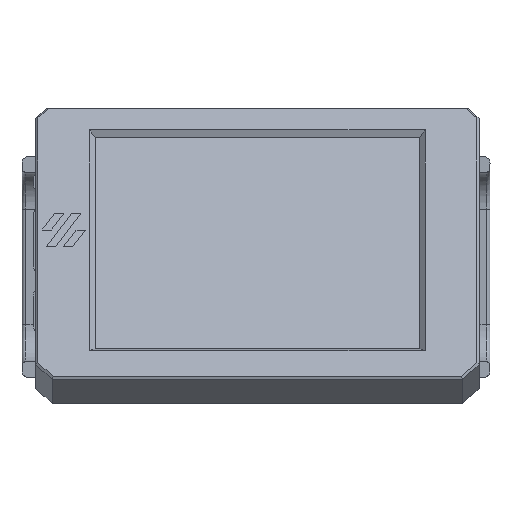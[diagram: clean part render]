
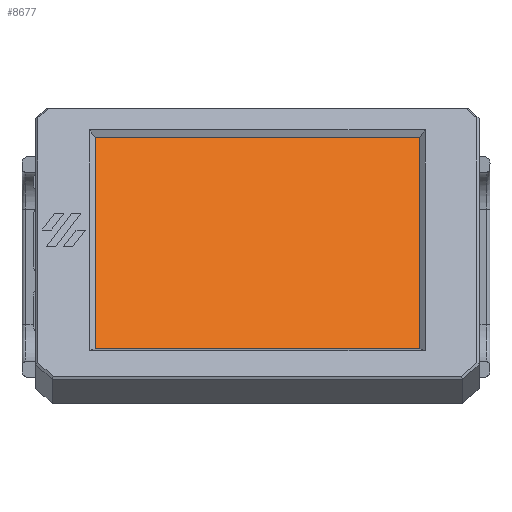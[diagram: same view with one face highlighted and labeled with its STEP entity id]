
A CAD part, front view. The second image highlights one B-rep face of the part: STEP entity #8677.
In plain terms, the highlighted face is planar.
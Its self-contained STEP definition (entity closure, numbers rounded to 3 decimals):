
#607=CIRCLE('',#9505,3.5);
#608=CIRCLE('',#9508,3.5);
#609=CIRCLE('',#9510,3.5);
#610=CIRCLE('',#9513,3.5);
#1072=FACE_OUTER_BOUND('',#1604,.T.);
#1604=EDGE_LOOP('',(#7732,#7733,#7734,#7735,#7736,#7737,#7738,#7739));
#2459=LINE('',#14637,#3360);
#2463=LINE('',#14646,#3364);
#2466=LINE('',#14657,#3367);
#2469=LINE('',#14664,#3370);
#3360=VECTOR('',#11848,10.);
#3364=VECTOR('',#11858,10.);
#3367=VECTOR('',#11871,10.);
#3370=VECTOR('',#11880,10.);
#4160=VERTEX_POINT('',#14634);
#4161=VERTEX_POINT('',#14636);
#4162=VERTEX_POINT('',#14640);
#4163=VERTEX_POINT('',#14644);
#4164=VERTEX_POINT('',#14648);
#4165=VERTEX_POINT('',#14652);
#4166=VERTEX_POINT('',#14656);
#4167=VERTEX_POINT('',#14660);
#5353=EDGE_CURVE('',#4161,#4160,#2459,.T.);
#5356=EDGE_CURVE('',#4160,#4162,#607,.T.);
#5358=EDGE_CURVE('',#4162,#4163,#2463,.T.);
#5360=EDGE_CURVE('',#4163,#4164,#608,.T.);
#5361=EDGE_CURVE('',#4165,#4161,#609,.T.);
#5363=EDGE_CURVE('',#4166,#4165,#2466,.T.);
#5365=EDGE_CURVE('',#4167,#4166,#610,.T.);
#5367=EDGE_CURVE('',#4164,#4167,#2469,.T.);
#7732=ORIENTED_EDGE('',*,*,#5360,.T.);
#7733=ORIENTED_EDGE('',*,*,#5367,.T.);
#7734=ORIENTED_EDGE('',*,*,#5365,.T.);
#7735=ORIENTED_EDGE('',*,*,#5363,.T.);
#7736=ORIENTED_EDGE('',*,*,#5361,.T.);
#7737=ORIENTED_EDGE('',*,*,#5353,.T.);
#7738=ORIENTED_EDGE('',*,*,#5356,.T.);
#7739=ORIENTED_EDGE('',*,*,#5358,.T.);
#8188=PLANE('',#9515);
#8677=ADVANCED_FACE('',(#1072),#8188,.T.);
#9505=AXIS2_PLACEMENT_3D('',#14642,#11853,#11854);
#9508=AXIS2_PLACEMENT_3D('',#14650,#11862,#11863);
#9510=AXIS2_PLACEMENT_3D('',#14653,#11866,#11867);
#9513=AXIS2_PLACEMENT_3D('',#14661,#11875,#11876);
#9515=AXIS2_PLACEMENT_3D('',#14665,#11881,#11882);
#11848=DIRECTION('',(-1.,0.,0.));
#11853=DIRECTION('center_axis',(0.,0.,1.));
#11854=DIRECTION('ref_axis',(0.,1.,0.));
#11858=DIRECTION('',(0.,-1.,0.));
#11862=DIRECTION('center_axis',(0.,0.,1.));
#11863=DIRECTION('ref_axis',(-1.,0.,0.));
#11866=DIRECTION('center_axis',(0.,0.,1.));
#11867=DIRECTION('ref_axis',(1.,0.,0.));
#11871=DIRECTION('',(0.,1.,0.));
#11875=DIRECTION('center_axis',(0.,0.,1.));
#11876=DIRECTION('ref_axis',(0.,-1.,0.));
#11880=DIRECTION('',(1.,0.,0.));
#11881=DIRECTION('center_axis',(0.,0.,1.));
#11882=DIRECTION('ref_axis',(1.,0.,0.));
#14634=CARTESIAN_POINT('',(3.5,71.3,5.2));
#14636=CARTESIAN_POINT('',(49.4,71.3,5.2));
#14637=CARTESIAN_POINT('',(49.4,71.3,5.2));
#14640=CARTESIAN_POINT('',(0.,67.8,5.2));
#14642=CARTESIAN_POINT('Origin',(3.5,67.8,5.2));
#14644=CARTESIAN_POINT('',(0.,3.5,5.2));
#14646=CARTESIAN_POINT('',(0.,67.8,5.2));
#14648=CARTESIAN_POINT('',(3.5,0.,5.2));
#14650=CARTESIAN_POINT('Origin',(3.5,3.5,5.2));
#14652=CARTESIAN_POINT('',(52.9,67.8,5.2));
#14653=CARTESIAN_POINT('Origin',(49.4,67.8,5.2));
#14656=CARTESIAN_POINT('',(52.9,3.5,5.2));
#14657=CARTESIAN_POINT('',(52.9,3.5,5.2));
#14660=CARTESIAN_POINT('',(49.4,0.,5.2));
#14661=CARTESIAN_POINT('Origin',(49.4,3.5,5.2));
#14664=CARTESIAN_POINT('',(3.5,0.,5.2));
#14665=CARTESIAN_POINT('Origin',(26.45,35.65,5.2));
